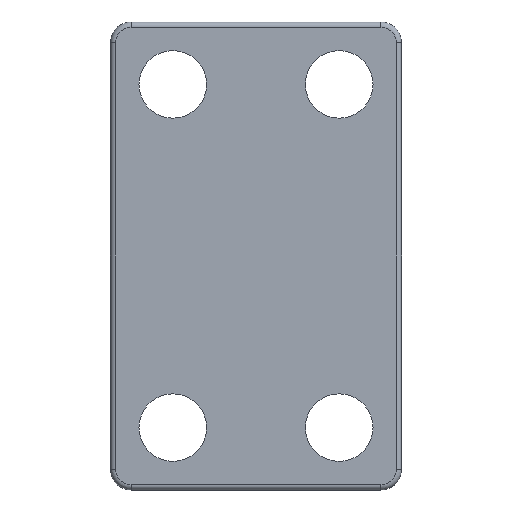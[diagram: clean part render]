
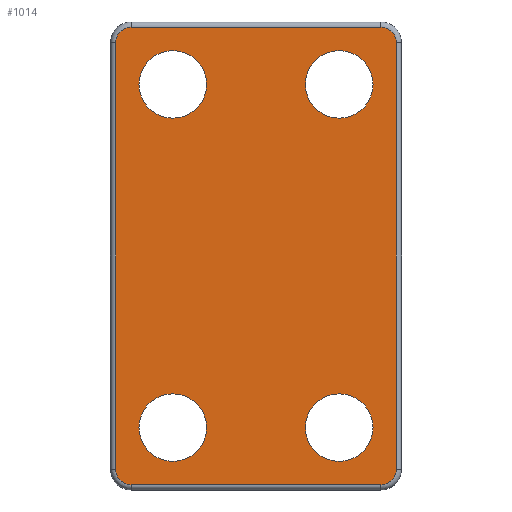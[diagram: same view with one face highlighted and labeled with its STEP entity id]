
A CAD part, front view. The second image highlights one B-rep face of the part: STEP entity #1014.
In plain terms, the highlighted planar face has unit normal (0, -1, 0).
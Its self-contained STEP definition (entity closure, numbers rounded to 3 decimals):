
#17=FACE_BOUND('',#171,.T.);
#18=FACE_BOUND('',#172,.T.);
#19=FACE_BOUND('',#173,.T.);
#20=FACE_BOUND('',#174,.T.);
#28=PLANE('',#1175);
#105=FACE_OUTER_BOUND('',#170,.T.);
#170=EDGE_LOOP('',(#855,#856,#857,#858,#859,#860,#861,#862));
#171=EDGE_LOOP('',(#863));
#172=EDGE_LOOP('',(#864));
#173=EDGE_LOOP('',(#865));
#174=EDGE_LOOP('',(#866));
#229=LINE('',#1821,#288);
#230=LINE('',#1829,#289);
#231=LINE('',#1831,#290);
#237=LINE('',#1840,#296);
#288=VECTOR('',#1468,10.);
#289=VECTOR('',#1479,10.);
#290=VECTOR('',#1482,10.);
#296=VECTOR('',#1494,10.);
#373=CIRCLE('',#1150,1.5);
#375=CIRCLE('',#1153,1.5);
#378=CIRCLE('',#1157,1.5);
#382=CIRCLE('',#1163,1.5);
#388=CIRCLE('',#1176,3.25);
#389=CIRCLE('',#1177,3.25);
#390=CIRCLE('',#1178,3.25);
#391=CIRCLE('',#1179,3.25);
#464=VERTEX_POINT('',#1803);
#465=VERTEX_POINT('',#1805);
#466=VERTEX_POINT('',#1809);
#467=VERTEX_POINT('',#1810);
#468=VERTEX_POINT('',#1815);
#469=VERTEX_POINT('',#1816);
#470=VERTEX_POINT('',#1823);
#471=VERTEX_POINT('',#1825);
#476=VERTEX_POINT('',#1853);
#477=VERTEX_POINT('',#1855);
#478=VERTEX_POINT('',#1857);
#479=VERTEX_POINT('',#1859);
#592=EDGE_CURVE('',#464,#465,#373,.T.);
#594=EDGE_CURVE('',#466,#467,#375,.T.);
#597=EDGE_CURVE('',#468,#469,#378,.T.);
#600=EDGE_CURVE('',#469,#464,#229,.T.);
#602=EDGE_CURVE('',#470,#471,#382,.T.);
#604=EDGE_CURVE('',#467,#470,#230,.T.);
#605=EDGE_CURVE('',#471,#468,#231,.T.);
#611=EDGE_CURVE('',#465,#466,#237,.T.);
#618=EDGE_CURVE('',#476,#476,#388,.T.);
#619=EDGE_CURVE('',#477,#477,#389,.T.);
#620=EDGE_CURVE('',#478,#478,#390,.T.);
#621=EDGE_CURVE('',#479,#479,#391,.T.);
#855=ORIENTED_EDGE('',*,*,#602,.F.);
#856=ORIENTED_EDGE('',*,*,#604,.F.);
#857=ORIENTED_EDGE('',*,*,#594,.F.);
#858=ORIENTED_EDGE('',*,*,#611,.F.);
#859=ORIENTED_EDGE('',*,*,#592,.F.);
#860=ORIENTED_EDGE('',*,*,#600,.F.);
#861=ORIENTED_EDGE('',*,*,#597,.F.);
#862=ORIENTED_EDGE('',*,*,#605,.F.);
#863=ORIENTED_EDGE('',*,*,#618,.T.);
#864=ORIENTED_EDGE('',*,*,#619,.T.);
#865=ORIENTED_EDGE('',*,*,#620,.T.);
#866=ORIENTED_EDGE('',*,*,#621,.T.);
#1014=ADVANCED_FACE('',(#105,#17,#18,#19,#20),#28,.T.);
#1150=AXIS2_PLACEMENT_3D('',#1806,#1446,#1447);
#1153=AXIS2_PLACEMENT_3D('',#1811,#1452,#1453);
#1157=AXIS2_PLACEMENT_3D('',#1817,#1460,#1461);
#1163=AXIS2_PLACEMENT_3D('',#1826,#1473,#1474);
#1175=AXIS2_PLACEMENT_3D('',#1852,#1507,#1508);
#1176=AXIS2_PLACEMENT_3D('',#1854,#1509,#1510);
#1177=AXIS2_PLACEMENT_3D('',#1856,#1511,#1512);
#1178=AXIS2_PLACEMENT_3D('',#1858,#1513,#1514);
#1179=AXIS2_PLACEMENT_3D('',#1860,#1515,#1516);
#1446=DIRECTION('center_axis',(0.,1.,0.));
#1447=DIRECTION('ref_axis',(-0.707,0.,0.707));
#1452=DIRECTION('center_axis',(0.,1.,0.));
#1453=DIRECTION('ref_axis',(0.707,0.,0.707));
#1460=DIRECTION('center_axis',(0.,1.,0.));
#1461=DIRECTION('ref_axis',(-0.707,0.,-0.707));
#1468=DIRECTION('',(0.,0.,1.));
#1473=DIRECTION('center_axis',(0.,1.,0.));
#1474=DIRECTION('ref_axis',(0.707,0.,-0.707));
#1479=DIRECTION('',(0.,0.,-1.));
#1482=DIRECTION('',(-1.,0.,0.));
#1494=DIRECTION('',(1.,0.,0.));
#1507=DIRECTION('center_axis',(0.,-1.,0.));
#1508=DIRECTION('ref_axis',(0.,0.,-1.));
#1509=DIRECTION('center_axis',(0.,1.,0.));
#1510=DIRECTION('ref_axis',(1.,0.,0.));
#1511=DIRECTION('center_axis',(0.,1.,0.));
#1512=DIRECTION('ref_axis',(1.,0.,0.));
#1513=DIRECTION('center_axis',(0.,1.,0.));
#1514=DIRECTION('ref_axis',(1.,0.,0.));
#1515=DIRECTION('center_axis',(0.,1.,0.));
#1516=DIRECTION('ref_axis',(1.,0.,0.));
#1803=CARTESIAN_POINT('',(-29.602,2.078,20.5));
#1805=CARTESIAN_POINT('',(-28.102,2.078,22.));
#1806=CARTESIAN_POINT('Origin',(-28.102,2.078,20.5));
#1809=CARTESIAN_POINT('',(-4.102,2.078,22.));
#1810=CARTESIAN_POINT('',(-2.602,2.078,20.5));
#1811=CARTESIAN_POINT('Origin',(-4.102,2.078,20.5));
#1815=CARTESIAN_POINT('',(-28.102,2.078,-22.));
#1816=CARTESIAN_POINT('',(-29.602,2.078,-20.5));
#1817=CARTESIAN_POINT('Origin',(-28.102,2.078,-20.5));
#1821=CARTESIAN_POINT('',(-29.602,2.078,0.));
#1823=CARTESIAN_POINT('',(-2.602,2.078,-20.5));
#1825=CARTESIAN_POINT('',(-4.102,2.078,-22.));
#1826=CARTESIAN_POINT('Origin',(-4.102,2.078,-20.5));
#1829=CARTESIAN_POINT('',(-2.602,2.078,0.));
#1831=CARTESIAN_POINT('',(-9.102,2.078,-22.));
#1840=CARTESIAN_POINT('',(-9.102,2.078,22.));
#1852=CARTESIAN_POINT('Origin',(-2.102,2.078,0.));
#1853=CARTESIAN_POINT('',(-11.352,2.078,16.5));
#1854=CARTESIAN_POINT('Origin',(-8.102,2.078,16.5));
#1855=CARTESIAN_POINT('',(-27.352,2.078,-16.5));
#1856=CARTESIAN_POINT('Origin',(-24.102,2.078,-16.5));
#1857=CARTESIAN_POINT('',(-27.352,2.078,16.5));
#1858=CARTESIAN_POINT('Origin',(-24.102,2.078,16.5));
#1859=CARTESIAN_POINT('',(-11.352,2.078,-16.5));
#1860=CARTESIAN_POINT('Origin',(-8.102,2.078,-16.5));
